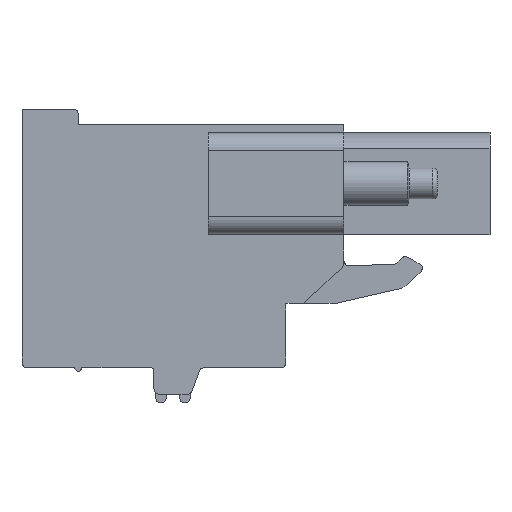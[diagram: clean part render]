
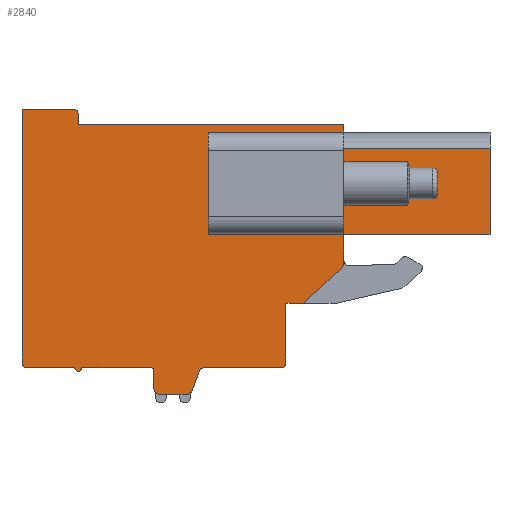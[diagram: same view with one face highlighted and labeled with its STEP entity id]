
A CAD part, left-side view. The second image highlights one B-rep face of the part: STEP entity #2840.
In plain terms, the highlighted planar face has unit normal (-1, 0, 0).
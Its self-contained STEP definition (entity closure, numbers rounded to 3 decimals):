
#1=DIRECTION('',(0.,0.,-1.));
#2=VECTOR('',#1,1.325);
#3=CARTESIAN_POINT('',(0.,-5.66,6.96));
#4=LINE('',#3,#2);
#5=DIRECTION('',(0.,1.,0.));
#6=VECTOR('',#5,8.3);
#7=CARTESIAN_POINT('',(0.,-13.96,5.635));
#8=LINE('',#7,#6);
#9=DIRECTION('',(0.,1.,0.));
#10=VECTOR('',#9,8.3);
#11=CARTESIAN_POINT('',(0.,-13.96,0.73));
#12=LINE('',#11,#10);
#13=DIRECTION('',(0.,0.,-1.));
#14=VECTOR('',#13,1.64);
#15=CARTESIAN_POINT('',(0.,-5.66,0.73));
#16=LINE('',#15,#14);
#17=CARTESIAN_POINT('',(0.,-5.36,-0.91));
#18=DIRECTION('',(1.,0.,0.));
#19=DIRECTION('',(0.,-1.,0.));
#20=AXIS2_PLACEMENT_3D('',#17,#18,#19);
#22=DIRECTION('',(0.,0.731,-0.683));
#23=VECTOR('',#22,3.018);
#24=CARTESIAN_POINT('',(0.,-5.565,-1.129));
#25=LINE('',#24,#23);
#26=DIRECTION('',(0.,1.,0.));
#27=VECTOR('',#26,1.);
#28=CARTESIAN_POINT('',(0.,-3.36,-3.19));
#29=LINE('',#28,#27);
#30=DIRECTION('',(0.,0.,-1.));
#31=VECTOR('',#30,0.5);
#32=CARTESIAN_POINT('',(0.,-2.36,-3.19));
#33=LINE('',#32,#31);
#34=DIRECTION('',(0.,0.,-1.));
#35=VECTOR('',#34,2.35);
#36=CARTESIAN_POINT('',(0.,-2.36,-3.69));
#37=LINE('',#36,#35);
#38=DIRECTION('',(0.,0.,-1.));
#39=VECTOR('',#38,0.5);
#40=CARTESIAN_POINT('',(0.,-2.36,-6.04));
#41=LINE('',#40,#39);
#42=CARTESIAN_POINT('',(0.,-2.06,-6.54));
#43=DIRECTION('',(1.,0.,0.));
#44=DIRECTION('',(0.,-1.,0.));
#45=AXIS2_PLACEMENT_3D('',#42,#43,#44);
#47=DIRECTION('',(0.,1.,0.));
#48=VECTOR('',#47,4.34);
#49=CARTESIAN_POINT('',(0.,-2.06,-6.84));
#50=LINE('',#49,#48);
#51=CARTESIAN_POINT('',(0.,2.28,-7.14));
#52=DIRECTION('',(-1.,0.,0.));
#53=DIRECTION('',(0.,0.,1.));
#54=AXIS2_PLACEMENT_3D('',#51,#52,#53);
#56=DIRECTION('',(0.,0.345,-0.939));
#57=VECTOR('',#56,1.179);
#58=CARTESIAN_POINT('',(0.,2.562,-7.037));
#59=LINE('',#58,#57);
#60=CARTESIAN_POINT('',(0.,3.25,-8.04));
#61=DIRECTION('',(1.,0.,0.));
#62=DIRECTION('',(0.,-0.939,-0.345));
#63=AXIS2_PLACEMENT_3D('',#60,#61,#62);
#65=DIRECTION('',(0.,1.,0.));
#66=VECTOR('',#65,1.59);
#67=CARTESIAN_POINT('',(0.,3.25,-8.34));
#68=LINE('',#67,#66);
#69=CARTESIAN_POINT('',(0.,4.84,-8.04));
#70=DIRECTION('',(1.,0.,0.));
#71=DIRECTION('',(0.,0.,-1.));
#72=AXIS2_PLACEMENT_3D('',#69,#70,#71);
#74=DIRECTION('',(0.,0.,1.));
#75=VECTOR('',#74,1.);
#76=CARTESIAN_POINT('',(0.,5.14,-8.04));
#77=LINE('',#76,#75);
#78=CARTESIAN_POINT('',(0.,5.34,-7.04));
#79=DIRECTION('',(-1.,0.,0.));
#80=DIRECTION('',(0.,-1.,0.));
#81=AXIS2_PLACEMENT_3D('',#78,#79,#80);
#83=DIRECTION('',(0.,1.,0.));
#84=VECTOR('',#83,3.9);
#85=CARTESIAN_POINT('',(0.,5.34,-6.84));
#86=LINE('',#85,#84);
#87=CARTESIAN_POINT('',(0.,9.44,-6.84));
#88=DIRECTION('',(1.,0.,0.));
#89=DIRECTION('',(0.,-1.,0.));
#90=AXIS2_PLACEMENT_3D('',#87,#88,#89);
#92=DIRECTION('',(0.,1.,0.));
#93=VECTOR('',#92,2.7);
#94=CARTESIAN_POINT('',(0.,9.64,-6.84));
#95=LINE('',#94,#93);
#96=CARTESIAN_POINT('',(0.,12.34,-6.54));
#97=DIRECTION('',(1.,0.,0.));
#98=DIRECTION('',(0.,0.,-1.));
#99=AXIS2_PLACEMENT_3D('',#96,#97,#98);
#101=DIRECTION('',(0.,0.,1.));
#102=VECTOR('',#101,0.5);
#103=CARTESIAN_POINT('',(0.,12.64,-6.54));
#104=LINE('',#103,#102);
#105=DIRECTION('',(0.,0.,1.));
#106=VECTOR('',#105,13.9);
#107=CARTESIAN_POINT('',(0.,12.64,-6.04));
#108=LINE('',#107,#106);
#109=DIRECTION('',(0.,-1.,0.));
#110=VECTOR('',#109,2.9);
#111=CARTESIAN_POINT('',(0.,12.64,7.86));
#112=LINE('',#111,#110);
#113=CARTESIAN_POINT('',(0.,9.74,7.56));
#114=DIRECTION('',(1.,0.,0.));
#115=DIRECTION('',(0.,0.,1.));
#116=AXIS2_PLACEMENT_3D('',#113,#114,#115);
#118=DIRECTION('',(0.,0.,-1.));
#119=VECTOR('',#118,0.6);
#120=CARTESIAN_POINT('',(0.,9.44,7.56));
#121=LINE('',#120,#119);
#122=DIRECTION('',(0.,-1.,0.));
#123=VECTOR('',#122,15.1);
#124=CARTESIAN_POINT('',(0.,9.44,6.96));
#125=LINE('',#124,#123);
#126=DIRECTION('',(0.,-1.,0.));
#127=VECTOR('',#126,6.1);
#128=CARTESIAN_POINT('',(0.,2.04,0.73));
#129=LINE('',#128,#127);
#130=DIRECTION('',(0.,0.,1.));
#131=VECTOR('',#130,5.8);
#132=CARTESIAN_POINT('',(0.,-4.06,0.73));
#133=LINE('',#132,#131);
#134=DIRECTION('',(0.,1.,0.));
#135=VECTOR('',#134,6.1);
#136=CARTESIAN_POINT('',(0.,-4.06,6.53));
#137=LINE('',#136,#135);
#1637=DIRECTION('',(0.,0.,1.));
#1638=VECTOR('',#1637,4.905);
#1639=CARTESIAN_POINT('',(0.,-13.96,0.73));
#1640=LINE('',#1639,#1638);
#1854=DIRECTION('',(0.,0.,1.));
#1855=VECTOR('',#1854,5.8);
#1856=CARTESIAN_POINT('',(0.,2.04,0.73));
#1857=LINE('',#1856,#1855);
#2115=CARTESIAN_POINT('',(0.,12.34,-6.84));
#2116=CARTESIAN_POINT('',(0.,12.64,-6.54));
#2117=VERTEX_POINT('',#2115);
#2118=VERTEX_POINT('',#2116);
#2119=CARTESIAN_POINT('',(0.,12.64,-6.04));
#2120=VERTEX_POINT('',#2119);
#2121=CARTESIAN_POINT('',(0.,12.64,7.86));
#2122=VERTEX_POINT('',#2121);
#2123=CARTESIAN_POINT('',(0.,9.74,7.86));
#2124=VERTEX_POINT('',#2123);
#2125=CARTESIAN_POINT('',(0.,9.44,7.56));
#2126=VERTEX_POINT('',#2125);
#2127=CARTESIAN_POINT('',(0.,9.44,6.96));
#2128=VERTEX_POINT('',#2127);
#2129=CARTESIAN_POINT('',(0.,-5.66,6.96));
#2130=VERTEX_POINT('',#2129);
#2131=CARTESIAN_POINT('',(0.,-5.66,-0.91));
#2132=CARTESIAN_POINT('',(0.,-5.565,-1.129));
#2133=VERTEX_POINT('',#2131);
#2134=VERTEX_POINT('',#2132);
#2135=CARTESIAN_POINT('',(0.,-3.36,-3.19));
#2136=VERTEX_POINT('',#2135);
#2137=CARTESIAN_POINT('',(0.,-2.36,-3.19));
#2138=VERTEX_POINT('',#2137);
#2139=CARTESIAN_POINT('',(0.,-2.36,-3.69));
#2140=VERTEX_POINT('',#2139);
#2141=CARTESIAN_POINT('',(0.,-2.36,-6.04));
#2142=VERTEX_POINT('',#2141);
#2143=CARTESIAN_POINT('',(0.,-2.36,-6.54));
#2144=VERTEX_POINT('',#2143);
#2145=CARTESIAN_POINT('',(0.,-2.06,-6.84));
#2146=VERTEX_POINT('',#2145);
#2147=CARTESIAN_POINT('',(0.,2.28,-6.84));
#2148=VERTEX_POINT('',#2147);
#2149=CARTESIAN_POINT('',(0.,2.562,-7.037));
#2150=VERTEX_POINT('',#2149);
#2151=CARTESIAN_POINT('',(0.,2.968,-8.143));
#2152=VERTEX_POINT('',#2151);
#2153=CARTESIAN_POINT('',(0.,3.25,-8.34));
#2154=VERTEX_POINT('',#2153);
#2155=CARTESIAN_POINT('',(0.,4.84,-8.34));
#2156=VERTEX_POINT('',#2155);
#2157=CARTESIAN_POINT('',(0.,5.14,-8.04));
#2158=VERTEX_POINT('',#2157);
#2159=CARTESIAN_POINT('',(0.,5.14,-7.04));
#2160=VERTEX_POINT('',#2159);
#2161=CARTESIAN_POINT('',(0.,5.34,-6.84));
#2162=VERTEX_POINT('',#2161);
#2163=CARTESIAN_POINT('',(0.,9.24,-6.84));
#2164=VERTEX_POINT('',#2163);
#2165=CARTESIAN_POINT('',(0.,9.64,-6.84));
#2166=VERTEX_POINT('',#2165);
#2243=CARTESIAN_POINT('',(0.,-13.96,0.73));
#2244=VERTEX_POINT('',#2243);
#2245=CARTESIAN_POINT('',(0.,-5.66,0.73));
#2246=VERTEX_POINT('',#2245);
#2283=CARTESIAN_POINT('',(0.,-13.96,5.635));
#2285=VERTEX_POINT('',#2283);
#2599=CARTESIAN_POINT('',(0.,2.04,0.73));
#2600=CARTESIAN_POINT('',(0.,2.04,6.53));
#2601=VERTEX_POINT('',#2599);
#2602=VERTEX_POINT('',#2600);
#2607=CARTESIAN_POINT('',(0.,-4.06,0.73));
#2609=VERTEX_POINT('',#2607);
#2611=CARTESIAN_POINT('',(0.,-4.06,6.53));
#2613=VERTEX_POINT('',#2611);
#2615=CARTESIAN_POINT('',(0.,-5.66,5.635));
#2616=VERTEX_POINT('',#2615);
#2763=CARTESIAN_POINT('',(0.,0.,0.));
#2764=DIRECTION('',(1.,0.,0.));
#2765=DIRECTION('',(0.,-1.,0.));
#2766=AXIS2_PLACEMENT_3D('',#2763,#2764,#2765);
#2767=PLANE('',#2766);
#2769=ORIENTED_EDGE('',*,*,#2768,.T.);
#2771=ORIENTED_EDGE('',*,*,#2770,.F.);
#2773=ORIENTED_EDGE('',*,*,#2772,.F.);
#2775=ORIENTED_EDGE('',*,*,#2774,.T.);
#2777=ORIENTED_EDGE('',*,*,#2776,.T.);
#2779=ORIENTED_EDGE('',*,*,#2778,.T.);
#2781=ORIENTED_EDGE('',*,*,#2780,.T.);
#2783=ORIENTED_EDGE('',*,*,#2782,.T.);
#2785=ORIENTED_EDGE('',*,*,#2784,.T.);
#2787=ORIENTED_EDGE('',*,*,#2786,.T.);
#2789=ORIENTED_EDGE('',*,*,#2788,.T.);
#2791=ORIENTED_EDGE('',*,*,#2790,.T.);
#2793=ORIENTED_EDGE('',*,*,#2792,.T.);
#2795=ORIENTED_EDGE('',*,*,#2794,.T.);
#2797=ORIENTED_EDGE('',*,*,#2796,.T.);
#2799=ORIENTED_EDGE('',*,*,#2798,.T.);
#2801=ORIENTED_EDGE('',*,*,#2800,.T.);
#2803=ORIENTED_EDGE('',*,*,#2802,.T.);
#2805=ORIENTED_EDGE('',*,*,#2804,.T.);
#2807=ORIENTED_EDGE('',*,*,#2806,.T.);
#2809=ORIENTED_EDGE('',*,*,#2808,.T.);
#2811=ORIENTED_EDGE('',*,*,#2810,.T.);
#2813=ORIENTED_EDGE('',*,*,#2812,.T.);
#2815=ORIENTED_EDGE('',*,*,#2814,.T.);
#2817=ORIENTED_EDGE('',*,*,#2816,.T.);
#2819=ORIENTED_EDGE('',*,*,#2818,.T.);
#2821=ORIENTED_EDGE('',*,*,#2820,.T.);
#2823=ORIENTED_EDGE('',*,*,#2822,.T.);
#2825=ORIENTED_EDGE('',*,*,#2824,.T.);
#2827=ORIENTED_EDGE('',*,*,#2826,.T.);
#2828=EDGE_LOOP('',(#2769,#2771,#2773,#2775,#2777,#2779,#2781,#2783,#2785,#2787,
#2789,#2791,#2793,#2795,#2797,#2799,#2801,#2803,#2805,#2807,#2809,#2811,#2813,
#2815,#2817,#2819,#2821,#2823,#2825,#2827));
#2829=FACE_OUTER_BOUND('',#2828,.F.);
#2831=ORIENTED_EDGE('',*,*,#2830,.T.);
#2833=ORIENTED_EDGE('',*,*,#2832,.T.);
#2835=ORIENTED_EDGE('',*,*,#2834,.T.);
#2837=ORIENTED_EDGE('',*,*,#2836,.F.);
#2838=EDGE_LOOP('',(#2831,#2833,#2835,#2837));
#2839=FACE_BOUND('',#2838,.F.);
#2840=ADVANCED_FACE('',(#2829,#2839),#2767,.F.);
#21=CIRCLE('',#20,0.3);
#46=CIRCLE('',#45,0.3);
#55=CIRCLE('',#54,0.3);
#64=CIRCLE('',#63,0.3);
#73=CIRCLE('',#72,0.3);
#82=CIRCLE('',#81,0.2);
#91=CIRCLE('',#90,0.2);
#100=CIRCLE('',#99,0.3);
#117=CIRCLE('',#116,0.3);
#2768=EDGE_CURVE('',#2130,#2616,#4,.T.);
#2770=EDGE_CURVE('',#2285,#2616,#8,.T.);
#2772=EDGE_CURVE('',#2244,#2285,#1640,.T.);
#2774=EDGE_CURVE('',#2244,#2246,#12,.T.);
#2776=EDGE_CURVE('',#2246,#2133,#16,.T.);
#2778=EDGE_CURVE('',#2133,#2134,#21,.T.);
#2780=EDGE_CURVE('',#2134,#2136,#25,.T.);
#2782=EDGE_CURVE('',#2136,#2138,#29,.T.);
#2784=EDGE_CURVE('',#2138,#2140,#33,.T.);
#2786=EDGE_CURVE('',#2140,#2142,#37,.T.);
#2788=EDGE_CURVE('',#2142,#2144,#41,.T.);
#2790=EDGE_CURVE('',#2144,#2146,#46,.T.);
#2792=EDGE_CURVE('',#2146,#2148,#50,.T.);
#2794=EDGE_CURVE('',#2148,#2150,#55,.T.);
#2796=EDGE_CURVE('',#2150,#2152,#59,.T.);
#2798=EDGE_CURVE('',#2152,#2154,#64,.T.);
#2800=EDGE_CURVE('',#2154,#2156,#68,.T.);
#2802=EDGE_CURVE('',#2156,#2158,#73,.T.);
#2804=EDGE_CURVE('',#2158,#2160,#77,.T.);
#2806=EDGE_CURVE('',#2160,#2162,#82,.T.);
#2808=EDGE_CURVE('',#2162,#2164,#86,.T.);
#2810=EDGE_CURVE('',#2164,#2166,#91,.T.);
#2812=EDGE_CURVE('',#2166,#2117,#95,.T.);
#2814=EDGE_CURVE('',#2117,#2118,#100,.T.);
#2816=EDGE_CURVE('',#2118,#2120,#104,.T.);
#2818=EDGE_CURVE('',#2120,#2122,#108,.T.);
#2820=EDGE_CURVE('',#2122,#2124,#112,.T.);
#2822=EDGE_CURVE('',#2124,#2126,#117,.T.);
#2824=EDGE_CURVE('',#2126,#2128,#121,.T.);
#2826=EDGE_CURVE('',#2128,#2130,#125,.T.);
#2830=EDGE_CURVE('',#2601,#2609,#129,.T.);
#2832=EDGE_CURVE('',#2609,#2613,#133,.T.);
#2834=EDGE_CURVE('',#2613,#2602,#137,.T.);
#2836=EDGE_CURVE('',#2601,#2602,#1857,.T.);
